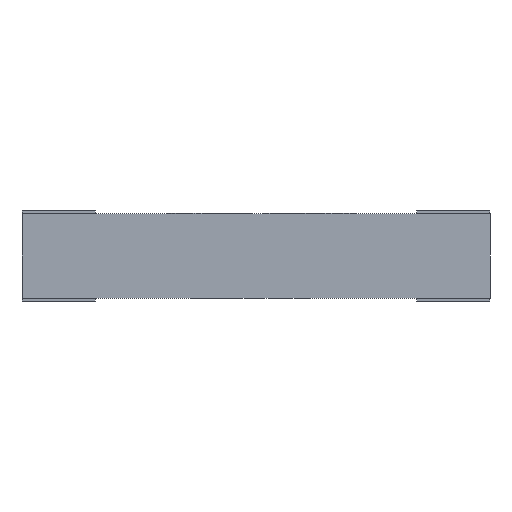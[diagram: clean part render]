
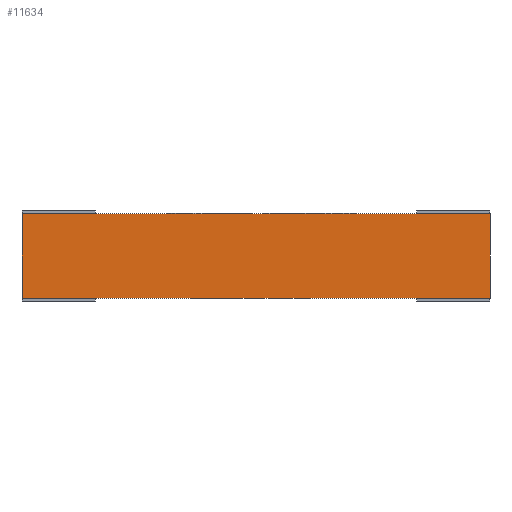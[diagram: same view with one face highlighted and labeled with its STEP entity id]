
A CAD part, front view. The second image highlights one B-rep face of the part: STEP entity #11634.
In plain terms, the highlighted planar face has unit normal (0, -1, 0).
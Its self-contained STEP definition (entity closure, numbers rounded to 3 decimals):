
#262 = CARTESIAN_POINT ( 'NONE',  ( -1.6, -1.3, 0.6 ) ) ;
#1130 = DIRECTION ( 'NONE',  ( 1., 0., 0. ) ) ;
#1346 = FACE_OUTER_BOUND ( 'NONE', #10468, .T. ) ;
#1461 = ORIENTED_EDGE ( 'NONE', *, *, #3113, .F. ) ;
#1790 = DIRECTION ( 'NONE',  ( 0., 0., -1. ) ) ;
#2310 = PLANE ( 'NONE',  #4588 ) ;
#3113 = EDGE_CURVE ( 'NONE', #8028, #3801, #14835, .T. ) ;
#3801 = VERTEX_POINT ( 'NONE', #13131 ) ;
#4564 = CARTESIAN_POINT ( 'NONE',  ( 1.6, -1.3, 0.6 ) ) ;
#4588 = AXIS2_PLACEMENT_3D ( 'NONE', #13872, #13031, #8307 ) ;
#4696 = DIRECTION ( 'NONE',  ( 1., 0., 0. ) ) ;
#4862 = EDGE_CURVE ( 'NONE', #3801, #5409, #11647, .T. ) ;
#4891 = VECTOR ( 'NONE', #4696, 1000. ) ;
#5409 = VERTEX_POINT ( 'NONE', #6736 ) ;
#5637 = VECTOR ( 'NONE', #1130, 1000. ) ;
#6082 = ORIENTED_EDGE ( 'NONE', *, *, #13468, .T. ) ;
#6179 = ORIENTED_EDGE ( 'NONE', *, *, #4862, .F. ) ;
#6736 = CARTESIAN_POINT ( 'NONE',  ( 1.6, -1.3, 0.02 ) ) ;
#7358 = VECTOR ( 'NONE', #1790, 1000. ) ;
#7967 = CARTESIAN_POINT ( 'NONE',  ( -1.6, -1.3, 0.6 ) ) ;
#8028 = VERTEX_POINT ( 'NONE', #7967 ) ;
#8106 = CARTESIAN_POINT ( 'NONE',  ( -1.6, -1.3, 0.02 ) ) ;
#8307 = DIRECTION ( 'NONE',  ( 0., 0., 1. ) ) ;
#8627 = LINE ( 'NONE', #10835, #7358 ) ;
#9241 = LINE ( 'NONE', #13875, #4891 ) ;
#9706 = VERTEX_POINT ( 'NONE', #8106 ) ;
#10468 = EDGE_LOOP ( 'NONE', ( #6082, #6179, #1461, #10592 ) ) ;
#10592 = ORIENTED_EDGE ( 'NONE', *, *, #14431, .T. ) ;
#10835 = CARTESIAN_POINT ( 'NONE',  ( -1.6, -1.3, 0.6 ) ) ;
#11634 = ADVANCED_FACE ( 'NONE', ( #1346 ), #2310, .F. ) ;
#11647 = LINE ( 'NONE', #4564, #12590 ) ;
#12590 = VECTOR ( 'NONE', #14061, 1000. ) ;
#13031 = DIRECTION ( 'NONE',  ( 0., 1., 0. ) ) ;
#13131 = CARTESIAN_POINT ( 'NONE',  ( 1.6, -1.3, 0.6 ) ) ;
#13468 = EDGE_CURVE ( 'NONE', #9706, #5409, #9241, .T. ) ;
#13872 = CARTESIAN_POINT ( 'NONE',  ( -1.6, -1.3, 0.6 ) ) ;
#13875 = CARTESIAN_POINT ( 'NONE',  ( -1.6, -1.3, 0.02 ) ) ;
#14061 = DIRECTION ( 'NONE',  ( 0., 0., -1. ) ) ;
#14431 = EDGE_CURVE ( 'NONE', #8028, #9706, #8627, .T. ) ;
#14835 = LINE ( 'NONE', #262, #5637 ) ;
